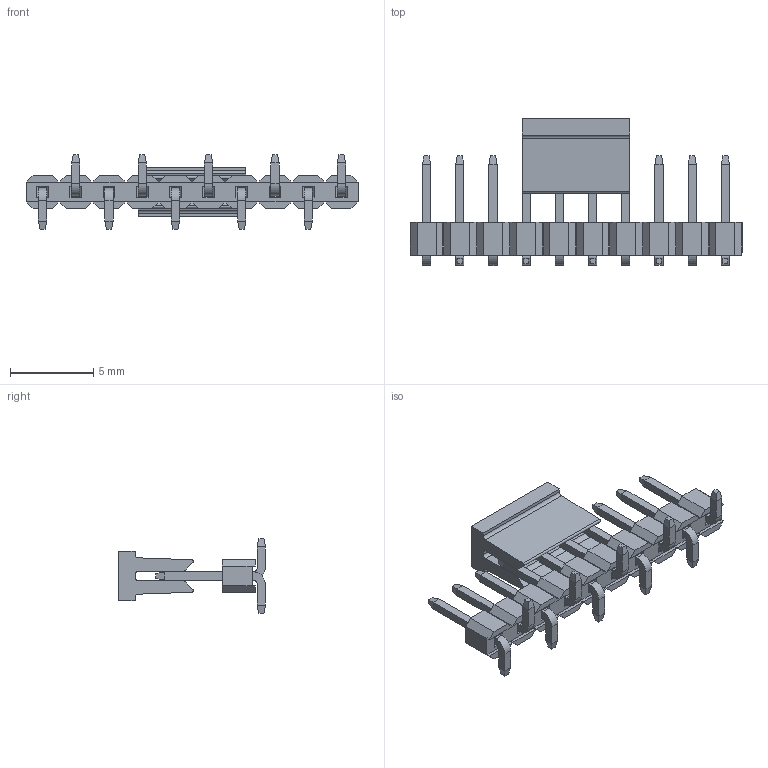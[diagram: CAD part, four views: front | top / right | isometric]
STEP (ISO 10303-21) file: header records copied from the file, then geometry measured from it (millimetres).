
FILE_DESCRIPTION( ('This file contains a STEP AP42 implementation' ,'as created by ZW3D STEP Interface translator.') ,'2;1' );
FILE_NAME( '1220-11XXXXMXXXXXXX(毀褐弇).stp' ,'23 323.105840', (''), ('ZWCAD Software Co.'), 'Version 1.0', 'ZW3D to STEP translator', '' );
FILE_SCHEMA(('AUTOMOTIVE_DESIGN { 1 0 10303 214 1 1 1 1 }'));
Length unit declared in the file: millimetre
Products named in the file (3): 0; 1220-1120XXM084XXXX(毀褐弇); 1220-11XXXXMXXXXX_ASM_1_ASM
Assembly tree (1 placements, depth 2):
  0
  1220-1120XXM084XXXX(毀褐弇)
    1220-11XXXXMXXXXX_ASM_1_ASM
Bounding box: 20 x 8.85 x 4.5 mm (x, y, z)
Volume: 136.7 mm3; surface area: 524.9 mm2
Topology: 12 solids, 12 shells, 408 faces, 996 edges, 612 vertices
Faces by surface type: plane 380, cylinder 28
Entity records: 12067 total; most frequent: CARTESIAN_POINT 2020, ORIENTED_EDGE 1992, DIRECTION 1880, EDGE_CURVE 996, VECTOR 936, LINE 936, VERTEX_POINT 612, AXIS2_PLACEMENT_3D 472
